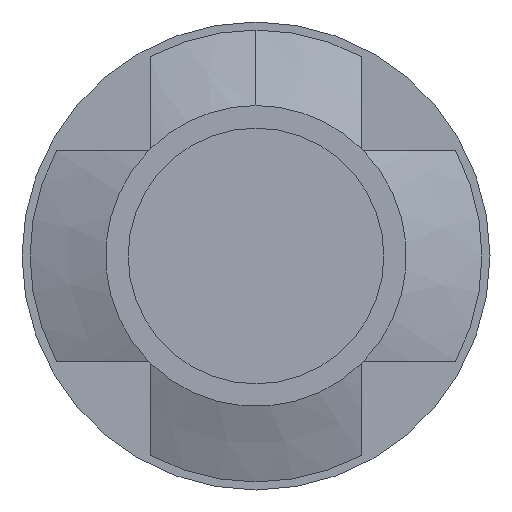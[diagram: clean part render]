
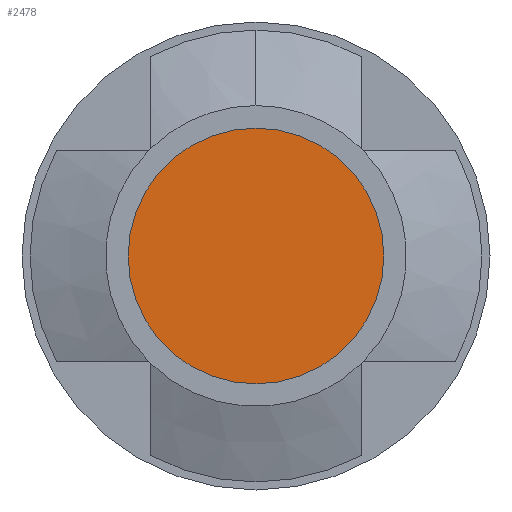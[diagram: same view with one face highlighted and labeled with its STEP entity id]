
A CAD part, front view. The second image highlights one B-rep face of the part: STEP entity #2478.
In plain terms, the highlighted planar face has unit normal (0, -1, 0).
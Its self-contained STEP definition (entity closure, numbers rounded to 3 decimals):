
#131 = ORIENTED_EDGE ( 'NONE', *, *, #1161, .T. ) ;
#209 = DIRECTION ( 'NONE',  ( 1., 0., 0. ) ) ;
#274 = DIRECTION ( 'NONE',  ( 0., -1., 0. ) ) ;
#698 = EDGE_CURVE ( 'NONE', #1756, #967, #2770, .T. ) ;
#907 = AXIS2_PLACEMENT_3D ( 'NONE', #2412, #2440, #2179 ) ;
#967 = VERTEX_POINT ( 'NONE', #1911 ) ;
#1061 = CARTESIAN_POINT ( 'NONE',  ( 7.65, -3.85, 0. ) ) ;
#1137 = DIRECTION ( 'NONE',  ( 1., 0., 0. ) ) ;
#1161 = EDGE_CURVE ( 'NONE', #967, #1756, #2406, .T. ) ;
#1361 = CARTESIAN_POINT ( 'NONE',  ( 0., -3.85, 0. ) ) ;
#1470 = DIRECTION ( 'NONE',  ( 0., -1., 0. ) ) ;
#1479 = AXIS2_PLACEMENT_3D ( 'NONE', #1686, #1470, #209 ) ;
#1686 = CARTESIAN_POINT ( 'NONE',  ( 0., -3.85, 0. ) ) ;
#1756 = VERTEX_POINT ( 'NONE', #1061 ) ;
#1765 = EDGE_LOOP ( 'NONE', ( #2006, #131 ) ) ;
#1887 = FACE_OUTER_BOUND ( 'NONE', #1765, .T. ) ;
#1911 = CARTESIAN_POINT ( 'NONE',  ( -7.65, -3.85, 0. ) ) ;
#1918 = PLANE ( 'NONE',  #1479 ) ;
#2006 = ORIENTED_EDGE ( 'NONE', *, *, #698, .T. ) ;
#2179 = DIRECTION ( 'NONE',  ( 1., 0., 0. ) ) ;
#2405 = AXIS2_PLACEMENT_3D ( 'NONE', #1361, #274, #1137 ) ;
#2406 = CIRCLE ( 'NONE', #907, 7.65 ) ;
#2412 = CARTESIAN_POINT ( 'NONE',  ( 0., -3.85, 0. ) ) ;
#2440 = DIRECTION ( 'NONE',  ( 0., -1., 0. ) ) ;
#2478 = ADVANCED_FACE ( 'NONE', ( #1887 ), #1918, .T. ) ;
#2770 = CIRCLE ( 'NONE', #2405, 7.65 ) ;
